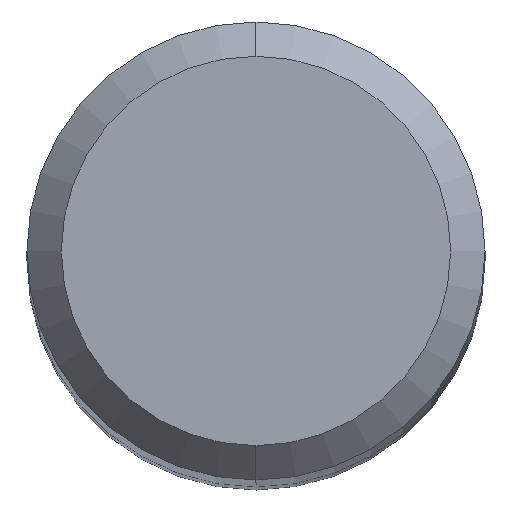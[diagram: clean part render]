
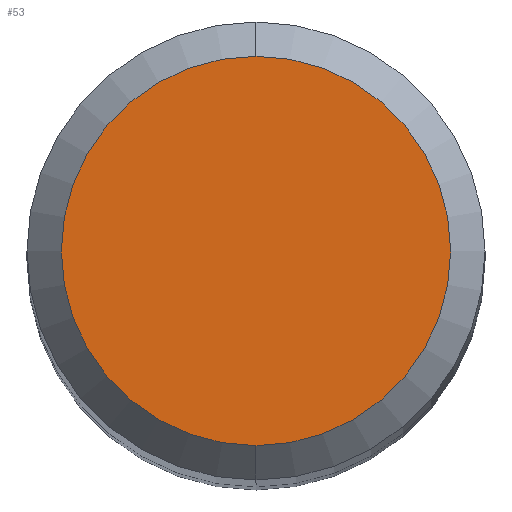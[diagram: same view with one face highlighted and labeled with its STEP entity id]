
A CAD part, top view. The second image highlights one B-rep face of the part: STEP entity #53.
In plain terms, the highlighted planar face has unit normal (0, 0, 1).
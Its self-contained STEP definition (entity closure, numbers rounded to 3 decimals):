
#53=ADVANCED_FACE('',(#108),#109,.T.);
#108=FACE_OUTER_BOUND('',#167,.T.);
#109=PLANE('',#168);
#167=EDGE_LOOP('',(#228,#229));
#168=AXIS2_PLACEMENT_3D('',#230,#231,#232);
#228=ORIENTED_EDGE('',*,*,#287,.F.);
#229=ORIENTED_EDGE('',*,*,#299,.F.);
#230=CARTESIAN_POINT('',(0.,0.85,28.0));
#231=DIRECTION('',(0.,0.0,1.0));
#232=DIRECTION('',(0.0,-1.0,0.0));
#287=EDGE_CURVE('',#326,#329,#330,.T.);
#299=EDGE_CURVE('',#329,#326,#345,.T.);
#326=VERTEX_POINT('',#366);
#329=VERTEX_POINT('',#370);
#330=CIRCLE('',#371,1.7);
#345=CIRCLE('',#389,1.7);
#366=CARTESIAN_POINT('',(0.,1.7,28.0));
#370=CARTESIAN_POINT('',(0.,-1.7,28.0));
#371=AXIS2_PLACEMENT_3D('',#408,#409,#410);
#389=AXIS2_PLACEMENT_3D('',#426,#427,#428);
#408=CARTESIAN_POINT('',(0.,0.0,28.0));
#409=DIRECTION('',(0.,0.,-1.0));
#410=DIRECTION('',(0.,1.0,0.));
#426=CARTESIAN_POINT('',(0.,0.0,28.0));
#427=DIRECTION('',(0.,0.,-1.0));
#428=DIRECTION('',(0.,1.0,0.));
